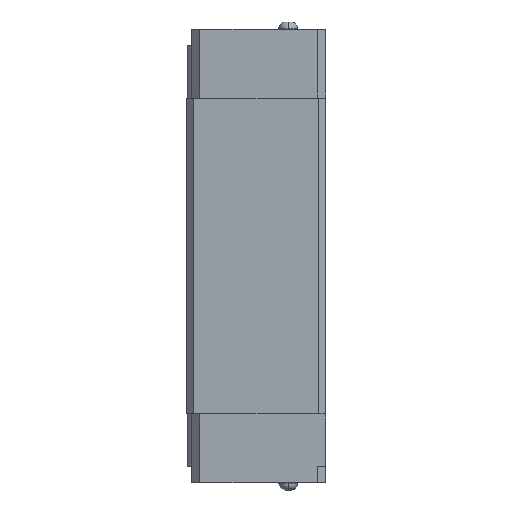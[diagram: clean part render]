
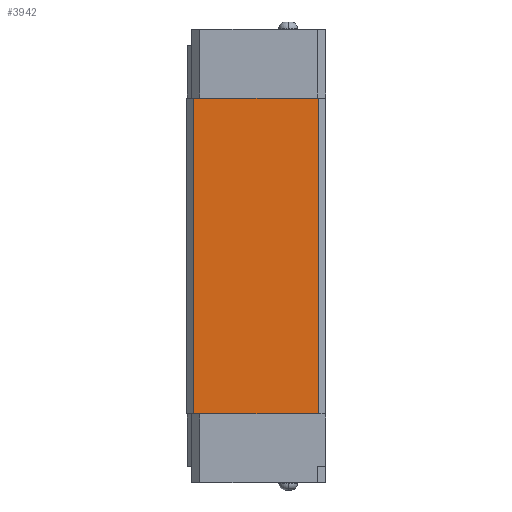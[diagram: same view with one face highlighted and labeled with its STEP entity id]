
A CAD part, left-side view. The second image highlights one B-rep face of the part: STEP entity #3942.
In plain terms, the highlighted planar face has unit normal (-1, 0, 0).
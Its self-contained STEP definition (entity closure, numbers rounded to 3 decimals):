
#2350 = DIRECTION ( 'NONE',  ( 0., 1., 0. ) ) ;
#2351 = VECTOR ( 'NONE', #2350, 1000. ) ;
#2352 = CARTESIAN_POINT ( 'NONE',  ( -24., 0., -59. ) ) ;
#2353 = LINE ( 'NONE', #2352, #2351 ) ;
#2354 = CARTESIAN_POINT ( 'NONE',  ( -24., 13.6, -59. ) ) ;
#2355 = DIRECTION ( 'NONE',  ( 0., 0., 1. ) ) ;
#2356 = VECTOR ( 'NONE', #2355, 1000. ) ;
#2357 = CARTESIAN_POINT ( 'NONE',  ( -24., 13.6, -29.5 ) ) ;
#2358 = LINE ( 'NONE', #2357, #2356 ) ;
#2365 = CARTESIAN_POINT ( 'NONE',  ( -24., 13.6, 0. ) ) ;
#2463 = DIRECTION ( 'NONE',  ( 0., 0., -1. ) ) ;
#2464 = DIRECTION ( 'NONE',  ( 1., 0., 0. ) ) ;
#2465 = CARTESIAN_POINT ( 'NONE',  ( -24., -11., 0. ) ) ;
#2466 = AXIS2_PLACEMENT_3D ( 'NONE', #2465, #2464, #2463 ) ;
#2467 = PLANE ( 'NONE',  #2466 ) ;
#2468 = FACE_OUTER_BOUND ( 'NONE', #3915, .T. ) ;
#2535 = CARTESIAN_POINT ( 'NONE',  ( -24., -9.6, -59. ) ) ;
#2642 = DIRECTION ( 'NONE',  ( 0., 0., -1. ) ) ;
#2643 = VECTOR ( 'NONE', #2642, 1000. ) ;
#2644 = CARTESIAN_POINT ( 'NONE',  ( -24., -9.6, 0. ) ) ;
#2645 = LINE ( 'NONE', #2644, #2643 ) ;
#2646 = CARTESIAN_POINT ( 'NONE',  ( -24., -9.6, 0. ) ) ;
#2695 = DIRECTION ( 'NONE',  ( 0., 1., 0. ) ) ;
#2696 = VECTOR ( 'NONE', #2695, 1000. ) ;
#2697 = CARTESIAN_POINT ( 'NONE',  ( -24., 0., 0. ) ) ;
#2698 = LINE ( 'NONE', #2697, #2696 ) ;
#3555 = VERTEX_POINT ( 'NONE', #2365 ) ;
#3560 = ORIENTED_EDGE ( 'NONE', *, *, #3561, .F. ) ;
#3561 = EDGE_CURVE ( 'NONE', #3562, #3555, #2358, .T. ) ;
#3562 = VERTEX_POINT ( 'NONE', #2354 ) ;
#3563 = ORIENTED_EDGE ( 'NONE', *, *, #3564, .F. ) ;
#3564 = EDGE_CURVE ( 'NONE', #3975, #3562, #2353, .T. ) ;
#3914 = EDGE_CURVE ( 'NONE', #3944, #3555, #2698, .T. ) ;
#3915 = EDGE_LOOP ( 'NONE', ( #3916, #3947, #3560, #3563 ) ) ;
#3916 = ORIENTED_EDGE ( 'NONE', *, *, #3946, .F. ) ;
#3942 = ADVANCED_FACE ( 'NONE', ( #2468 ), #2467, .F. ) ;
#3944 = VERTEX_POINT ( 'NONE', #2646 ) ;
#3946 = EDGE_CURVE ( 'NONE', #3944, #3975, #2645, .T. ) ;
#3947 = ORIENTED_EDGE ( 'NONE', *, *, #3914, .T. ) ;
#3975 = VERTEX_POINT ( 'NONE', #2535 ) ;
